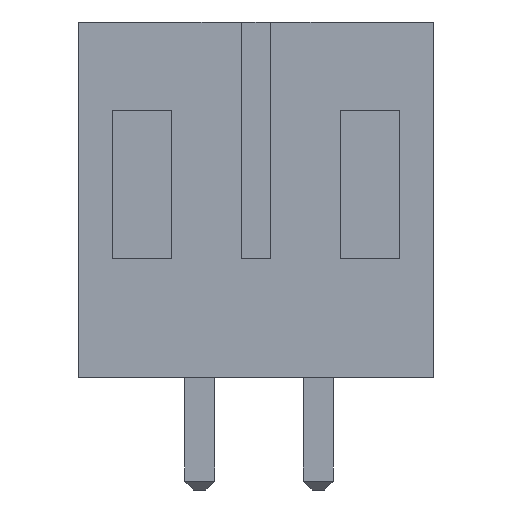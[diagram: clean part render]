
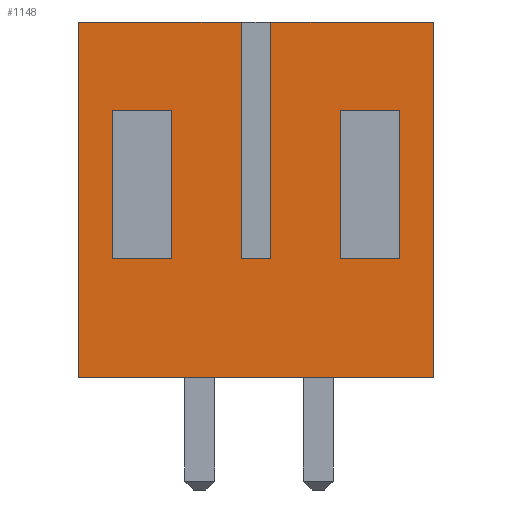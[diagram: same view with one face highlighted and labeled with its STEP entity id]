
A CAD part, front view. The second image highlights one B-rep face of the part: STEP entity #1148.
In plain terms, the highlighted planar face has unit normal (0, -1, 0).
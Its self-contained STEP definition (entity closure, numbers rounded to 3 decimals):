
#55=FACE_BOUND('',#133,.T.);
#56=FACE_BOUND('',#134,.T.);
#66=FACE_OUTER_BOUND('',#132,.T.);
#132=EDGE_LOOP('',(#839,#840,#841,#842,#843,#844,#845,#846));
#133=EDGE_LOOP('',(#847,#848,#849,#850));
#134=EDGE_LOOP('',(#851,#852,#853,#854));
#188=LINE('',#1567,#346);
#202=LINE('',#1596,#360);
#206=LINE('',#1604,#364);
#210=LINE('',#1611,#368);
#219=LINE('',#1631,#377);
#239=LINE('',#1672,#397);
#246=LINE('',#1684,#404);
#251=LINE('',#1693,#409);
#253=LINE('',#1696,#411);
#254=LINE('',#1697,#412);
#255=LINE('',#1699,#413);
#256=LINE('',#1701,#414);
#257=LINE('',#1702,#415);
#258=LINE('',#1705,#416);
#259=LINE('',#1706,#417);
#260=LINE('',#1707,#418);
#346=VECTOR('',#1282,1000.);
#360=VECTOR('',#1298,1000.);
#364=VECTOR('',#1302,1000.);
#368=VECTOR('',#1306,1000.);
#377=VECTOR('',#1317,1000.);
#397=VECTOR('',#1343,1000.);
#404=VECTOR('',#1352,1000.);
#409=VECTOR('',#1361,1000.);
#411=VECTOR('',#1365,1000.);
#412=VECTOR('',#1366,1000.);
#413=VECTOR('',#1367,1000.);
#414=VECTOR('',#1368,1000.);
#415=VECTOR('',#1369,1000.);
#416=VECTOR('',#1370,1000.);
#417=VECTOR('',#1371,1000.);
#418=VECTOR('',#1372,1000.);
#503=VERTEX_POINT('',#1563);
#505=VERTEX_POINT('',#1566);
#515=VERTEX_POINT('',#1588);
#518=VERTEX_POINT('',#1593);
#519=VERTEX_POINT('',#1595);
#522=VERTEX_POINT('',#1601);
#523=VERTEX_POINT('',#1603);
#526=VERTEX_POINT('',#1609);
#535=VERTEX_POINT('',#1629);
#536=VERTEX_POINT('',#1630);
#553=VERTEX_POINT('',#1669);
#554=VERTEX_POINT('',#1671);
#561=VERTEX_POINT('',#1698);
#562=VERTEX_POINT('',#1700);
#563=VERTEX_POINT('',#1703);
#564=VERTEX_POINT('',#1704);
#604=EDGE_CURVE('',#505,#503,#188,.T.);
#618=EDGE_CURVE('',#518,#519,#202,.T.);
#622=EDGE_CURVE('',#522,#523,#206,.T.);
#626=EDGE_CURVE('',#526,#515,#210,.T.);
#635=EDGE_CURVE('',#535,#536,#219,.T.);
#655=EDGE_CURVE('',#553,#554,#239,.T.);
#662=EDGE_CURVE('',#554,#503,#246,.T.);
#667=EDGE_CURVE('',#535,#505,#251,.T.);
#669=EDGE_CURVE('',#536,#522,#253,.T.);
#670=EDGE_CURVE('',#523,#553,#254,.T.);
#671=EDGE_CURVE('',#561,#526,#255,.T.);
#672=EDGE_CURVE('',#562,#561,#256,.T.);
#673=EDGE_CURVE('',#515,#562,#257,.T.);
#674=EDGE_CURVE('',#563,#564,#258,.T.);
#675=EDGE_CURVE('',#519,#563,#259,.T.);
#676=EDGE_CURVE('',#564,#518,#260,.T.);
#839=ORIENTED_EDGE('',*,*,#622,.F.);
#840=ORIENTED_EDGE('',*,*,#669,.F.);
#841=ORIENTED_EDGE('',*,*,#635,.F.);
#842=ORIENTED_EDGE('',*,*,#667,.T.);
#843=ORIENTED_EDGE('',*,*,#604,.T.);
#844=ORIENTED_EDGE('',*,*,#662,.F.);
#845=ORIENTED_EDGE('',*,*,#655,.F.);
#846=ORIENTED_EDGE('',*,*,#670,.F.);
#847=ORIENTED_EDGE('',*,*,#626,.F.);
#848=ORIENTED_EDGE('',*,*,#671,.F.);
#849=ORIENTED_EDGE('',*,*,#672,.F.);
#850=ORIENTED_EDGE('',*,*,#673,.F.);
#851=ORIENTED_EDGE('',*,*,#674,.F.);
#852=ORIENTED_EDGE('',*,*,#675,.F.);
#853=ORIENTED_EDGE('',*,*,#618,.F.);
#854=ORIENTED_EDGE('',*,*,#676,.F.);
#1086=PLANE('',#1224);
#1148=ADVANCED_FACE('',(#66,#55,#56),#1086,.F.);
#1224=AXIS2_PLACEMENT_3D('',#1695,#1363,#1364);
#1282=DIRECTION('',(1.,0.,0.));
#1298=DIRECTION('',(1.,0.,0.));
#1302=DIRECTION('',(1.,0.,0.));
#1306=DIRECTION('',(1.,0.,0.));
#1317=DIRECTION('',(1.,0.,0.));
#1343=DIRECTION('',(1.,0.,0.));
#1352=DIRECTION('',(0.,0.,-1.));
#1361=DIRECTION('',(0.,0.,-1.));
#1363=DIRECTION('center_axis',(0.,1.,0.));
#1364=DIRECTION('ref_axis',(-1.,0.,0.));
#1365=DIRECTION('',(0.,0.,-1.));
#1366=DIRECTION('',(0.,0.,1.));
#1367=DIRECTION('',(0.,0.,-1.));
#1368=DIRECTION('',(-1.,0.,0.));
#1369=DIRECTION('',(0.,0.,1.));
#1370=DIRECTION('',(-1.,0.,0.));
#1371=DIRECTION('',(0.,0.,1.));
#1372=DIRECTION('',(0.,0.,-1.));
#1563=CARTESIAN_POINT('',(3.,-1.7,0.));
#1566=CARTESIAN_POINT('',(-3.,-1.7,0.));
#1567=CARTESIAN_POINT('',(3.,-1.7,0.));
#1588=CARTESIAN_POINT('',(2.42,-1.7,2.));
#1593=CARTESIAN_POINT('',(-2.42,-1.7,2.));
#1595=CARTESIAN_POINT('',(-1.42,-1.7,2.));
#1596=CARTESIAN_POINT('',(-1.42,-1.7,2.));
#1601=CARTESIAN_POINT('',(-0.25,-1.7,2.));
#1603=CARTESIAN_POINT('',(0.25,-1.7,2.));
#1604=CARTESIAN_POINT('',(-0.25,-1.7,2.));
#1609=CARTESIAN_POINT('',(1.42,-1.7,2.));
#1611=CARTESIAN_POINT('',(1.42,-1.7,2.));
#1629=CARTESIAN_POINT('',(-3.,-1.7,6.));
#1630=CARTESIAN_POINT('',(-0.25,-1.7,6.));
#1631=CARTESIAN_POINT('',(3.,-1.7,6.));
#1669=CARTESIAN_POINT('',(0.25,-1.7,6.));
#1671=CARTESIAN_POINT('',(3.,-1.7,6.));
#1672=CARTESIAN_POINT('',(3.,-1.7,6.));
#1684=CARTESIAN_POINT('',(3.,-1.7,6.));
#1693=CARTESIAN_POINT('',(-3.,-1.7,6.));
#1695=CARTESIAN_POINT('Origin',(3.,-1.7,6.));
#1696=CARTESIAN_POINT('',(-0.25,-1.7,6.));
#1697=CARTESIAN_POINT('',(0.25,-1.7,6.));
#1698=CARTESIAN_POINT('',(1.42,-1.7,4.5));
#1699=CARTESIAN_POINT('',(1.42,-1.7,2.));
#1700=CARTESIAN_POINT('',(2.42,-1.7,4.5));
#1701=CARTESIAN_POINT('',(1.42,-1.7,4.5));
#1702=CARTESIAN_POINT('',(2.42,-1.7,2.));
#1703=CARTESIAN_POINT('',(-1.42,-1.7,4.5));
#1704=CARTESIAN_POINT('',(-2.42,-1.7,4.5));
#1705=CARTESIAN_POINT('',(-1.42,-1.7,4.5));
#1706=CARTESIAN_POINT('',(-1.42,-1.7,2.));
#1707=CARTESIAN_POINT('',(-2.42,-1.7,2.));
